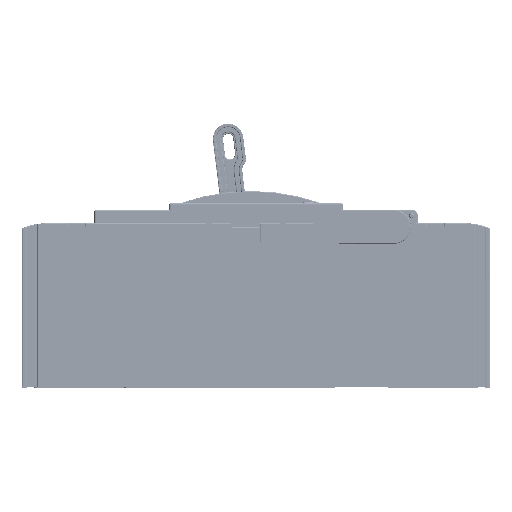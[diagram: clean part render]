
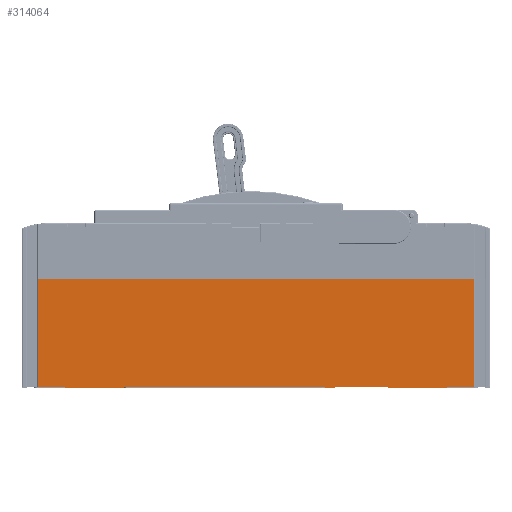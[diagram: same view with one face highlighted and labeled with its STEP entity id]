
A CAD part, left-side view. The second image highlights one B-rep face of the part: STEP entity #314064.
In plain terms, the highlighted planar face has unit normal (-1, 0, 0).
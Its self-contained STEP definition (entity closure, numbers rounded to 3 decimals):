
#139 = VERTEX_POINT ( 'NONE', #345343 ) ;
#142 = DIRECTION ( 'NONE',  ( 0., 1., 0. ) ) ;
#4684 = EDGE_CURVE ( 'NONE', #193457, #294467, #36192, .T. ) ;
#6459 = CARTESIAN_POINT ( 'NONE',  ( 0., 265.5, 0. ) ) ;
#7943 = DIRECTION ( 'NONE',  ( 0., -1., 0. ) ) ;
#11322 = VECTOR ( 'NONE', #356620, 1000. ) ;
#14766 = CARTESIAN_POINT ( 'NONE',  ( 0., 250., -1. ) ) ;
#17442 = DIRECTION ( 'NONE',  ( -1., 0., 0. ) ) ;
#21860 = CARTESIAN_POINT ( 'NONE',  ( 0., 60., 0. ) ) ;
#26272 = VERTEX_POINT ( 'NONE', #221047 ) ;
#28400 = LINE ( 'NONE', #258548, #149412 ) ;
#30204 = DIRECTION ( 'NONE',  ( 0., -1., 0. ) ) ;
#32001 = CARTESIAN_POINT ( 'NONE',  ( 0., 25., 0. ) ) ;
#33869 = DIRECTION ( 'NONE',  ( 0., 0., 1. ) ) ;
#34591 = PLANE ( 'NONE',  #253583 ) ;
#36192 = LINE ( 'NONE', #38040, #184775 ) ;
#38040 = CARTESIAN_POINT ( 'NONE',  ( 0., 137.5, 0. ) ) ;
#45808 = CARTESIAN_POINT ( 'NONE',  ( 0., 137.5, 63. ) ) ;
#46273 = CARTESIAN_POINT ( 'NONE',  ( 0., 9.5, 0. ) ) ;
#48603 = VERTEX_POINT ( 'NONE', #135811 ) ;
#48628 = CARTESIAN_POINT ( 'NONE',  ( 0., 25., 0. ) ) ;
#50450 = VERTEX_POINT ( 'NONE', #48628 ) ;
#55768 = ORIENTED_EDGE ( 'NONE', *, *, #67732, .T. ) ;
#58166 = EDGE_CURVE ( 'NONE', #84736, #107762, #234686, .T. ) ;
#60179 = CARTESIAN_POINT ( 'NONE',  ( 0., 25., -1. ) ) ;
#62203 = LINE ( 'NONE', #175406, #195174 ) ;
#62548 = CARTESIAN_POINT ( 'NONE',  ( 0., 60., -1. ) ) ;
#65850 = DIRECTION ( 'NONE',  ( 0., 0., -1. ) ) ;
#65908 = VECTOR ( 'NONE', #65850, 1000. ) ;
#67732 = EDGE_CURVE ( 'NONE', #261257, #308058, #242544, .T. ) ;
#69021 = DIRECTION ( 'NONE',  ( 0., 0., 1. ) ) ;
#70778 = DIRECTION ( 'NONE',  ( 0., 0., -1. ) ) ;
#82895 = ORIENTED_EDGE ( 'NONE', *, *, #194478, .F. ) ;
#83293 = VECTOR ( 'NONE', #70778, 1000. ) ;
#84504 = DIRECTION ( 'NONE',  ( 0., 0., 1. ) ) ;
#84736 = VERTEX_POINT ( 'NONE', #282387 ) ;
#88359 = EDGE_CURVE ( 'NONE', #139, #294467, #342919, .T. ) ;
#89340 = FACE_OUTER_BOUND ( 'NONE', #342960, .T. ) ;
#90742 = VECTOR ( 'NONE', #7943, 1000. ) ;
#93782 = LINE ( 'NONE', #318317, #138629 ) ;
#95210 = CARTESIAN_POINT ( 'NONE',  ( 0., 9.5, 63. ) ) ;
#96551 = LINE ( 'NONE', #270066, #90742 ) ;
#102294 = DIRECTION ( 'NONE',  ( 0., 1., 0. ) ) ;
#102513 = EDGE_CURVE ( 'NONE', #321676, #208662, #177530, .T. ) ;
#107762 = VERTEX_POINT ( 'NONE', #6459 ) ;
#116998 = CARTESIAN_POINT ( 'NONE',  ( 0., 137.5, -1. ) ) ;
#120091 = VECTOR ( 'NONE', #30204, 1000. ) ;
#120933 = ORIENTED_EDGE ( 'NONE', *, *, #215395, .T. ) ;
#123448 = ORIENTED_EDGE ( 'NONE', *, *, #88359, .T. ) ;
#129873 = ORIENTED_EDGE ( 'NONE', *, *, #227498, .T. ) ;
#131116 = CARTESIAN_POINT ( 'NONE',  ( 0., 250., 0. ) ) ;
#135811 = CARTESIAN_POINT ( 'NONE',  ( 0., 215., 0. ) ) ;
#136339 = DIRECTION ( 'NONE',  ( 0., 1., 0. ) ) ;
#138629 = VECTOR ( 'NONE', #208852, 1000. ) ;
#144837 = CARTESIAN_POINT ( 'NONE',  ( 0., 91., 0. ) ) ;
#146034 = ORIENTED_EDGE ( 'NONE', *, *, #252328, .T. ) ;
#148992 = EDGE_CURVE ( 'NONE', #238468, #245817, #233796, .T. ) ;
#149412 = VECTOR ( 'NONE', #142, 1000. ) ;
#149668 = CARTESIAN_POINT ( 'NONE',  ( 0., 137.5, 0. ) ) ;
#171666 = CARTESIAN_POINT ( 'NONE',  ( 0., 91., 0. ) ) ;
#175406 = CARTESIAN_POINT ( 'NONE',  ( 0., 215., 0. ) ) ;
#175833 = DIRECTION ( 'NONE',  ( 0., 1., 0. ) ) ;
#177530 = LINE ( 'NONE', #273575, #11322 ) ;
#178311 = EDGE_CURVE ( 'NONE', #245817, #139, #96551, .T. ) ;
#178315 = CARTESIAN_POINT ( 'NONE',  ( 0., 9.5, 0. ) ) ;
#184775 = VECTOR ( 'NONE', #175833, 1000. ) ;
#191672 = DIRECTION ( 'NONE',  ( 0., 0., -1. ) ) ;
#193457 = VERTEX_POINT ( 'NONE', #265201 ) ;
#194337 = ORIENTED_EDGE ( 'NONE', *, *, #276467, .T. ) ;
#194478 = EDGE_CURVE ( 'NONE', #238468, #48603, #28400, .T. ) ;
#195174 = VECTOR ( 'NONE', #290504, 1000. ) ;
#198107 = EDGE_CURVE ( 'NONE', #26272, #107762, #93782, .T. ) ;
#201569 = VECTOR ( 'NONE', #33869, 1000. ) ;
#201891 = LINE ( 'NONE', #116998, #120091 ) ;
#208181 = ORIENTED_EDGE ( 'NONE', *, *, #102513, .T. ) ;
#208662 = VERTEX_POINT ( 'NONE', #60179 ) ;
#208774 = VERTEX_POINT ( 'NONE', #14766 ) ;
#208852 = DIRECTION ( 'NONE',  ( 0., 1., 0. ) ) ;
#209455 = VECTOR ( 'NONE', #69021, 1000. ) ;
#215334 = VERTEX_POINT ( 'NONE', #280288 ) ;
#215395 = EDGE_CURVE ( 'NONE', #193457, #321676, #246395, .T. ) ;
#219192 = ORIENTED_EDGE ( 'NONE', *, *, #178311, .T. ) ;
#219678 = CARTESIAN_POINT ( 'NONE',  ( 0., 97., -1. ) ) ;
#221047 = CARTESIAN_POINT ( 'NONE',  ( 0., 250., 0. ) ) ;
#221946 = EDGE_CURVE ( 'NONE', #308058, #84736, #358981, .T. ) ;
#227498 = EDGE_CURVE ( 'NONE', #26272, #208774, #306488, .T. ) ;
#233796 = LINE ( 'NONE', #296004, #65908 ) ;
#234686 = LINE ( 'NONE', #295037, #363513 ) ;
#238468 = VERTEX_POINT ( 'NONE', #314061 ) ;
#242544 = LINE ( 'NONE', #46273, #209455 ) ;
#244829 = ORIENTED_EDGE ( 'NONE', *, *, #292375, .T. ) ;
#245817 = VERTEX_POINT ( 'NONE', #219678 ) ;
#246395 = LINE ( 'NONE', #21860, #343902 ) ;
#250471 = VECTOR ( 'NONE', #84504, 1000. ) ;
#252328 = EDGE_CURVE ( 'NONE', #208662, #50450, #288636, .T. ) ;
#253583 = AXIS2_PLACEMENT_3D ( 'NONE', #149668, #17442, #362616 ) ;
#258548 = CARTESIAN_POINT ( 'NONE',  ( 0., 137.5, 0. ) ) ;
#261257 = VERTEX_POINT ( 'NONE', #178315 ) ;
#264920 = VECTOR ( 'NONE', #102294, 1000. ) ;
#265201 = CARTESIAN_POINT ( 'NONE',  ( 0., 60., 0. ) ) ;
#270066 = CARTESIAN_POINT ( 'NONE',  ( 0., 137.5, -1. ) ) ;
#273575 = CARTESIAN_POINT ( 'NONE',  ( 0., 137.5, -1. ) ) ;
#273937 = LINE ( 'NONE', #360682, #264920 ) ;
#274993 = ORIENTED_EDGE ( 'NONE', *, *, #279270, .F. ) ;
#276467 = EDGE_CURVE ( 'NONE', #208774, #215334, #201891, .T. ) ;
#279270 = EDGE_CURVE ( 'NONE', #261257, #50450, #273937, .T. ) ;
#280288 = CARTESIAN_POINT ( 'NONE',  ( 0., 215., -1. ) ) ;
#281848 = ORIENTED_EDGE ( 'NONE', *, *, #4684, .F. ) ;
#282387 = CARTESIAN_POINT ( 'NONE',  ( 0., 265.5, 63. ) ) ;
#288636 = LINE ( 'NONE', #32001, #201569 ) ;
#290504 = DIRECTION ( 'NONE',  ( 0., 0., 1. ) ) ;
#292375 = EDGE_CURVE ( 'NONE', #215334, #48603, #62203, .T. ) ;
#292886 = ORIENTED_EDGE ( 'NONE', *, *, #58166, .T. ) ;
#294467 = VERTEX_POINT ( 'NONE', #171666 ) ;
#295037 = CARTESIAN_POINT ( 'NONE',  ( 0., 265.5, 0. ) ) ;
#296004 = CARTESIAN_POINT ( 'NONE',  ( 0., 97., 0. ) ) ;
#306488 = LINE ( 'NONE', #131116, #83293 ) ;
#307336 = ORIENTED_EDGE ( 'NONE', *, *, #198107, .F. ) ;
#308058 = VERTEX_POINT ( 'NONE', #95210 ) ;
#314061 = CARTESIAN_POINT ( 'NONE',  ( 0., 97., 0. ) ) ;
#314064 = ADVANCED_FACE ( 'NONE', ( #89340 ), #34591, .T. ) ;
#318317 = CARTESIAN_POINT ( 'NONE',  ( 0., 137.5, 0. ) ) ;
#321676 = VERTEX_POINT ( 'NONE', #62548 ) ;
#321907 = ORIENTED_EDGE ( 'NONE', *, *, #148992, .T. ) ;
#335203 = ORIENTED_EDGE ( 'NONE', *, *, #221946, .T. ) ;
#342919 = LINE ( 'NONE', #144837, #250471 ) ;
#342960 = EDGE_LOOP ( 'NONE', ( #208181, #146034, #274993, #55768, #335203, #292886, #307336, #129873, #194337, #244829, #82895, #321907, #219192, #123448, #281848, #120933 ) ) ;
#343902 = VECTOR ( 'NONE', #191672, 1000. ) ;
#345343 = CARTESIAN_POINT ( 'NONE',  ( 0., 91., -1. ) ) ;
#347883 = DIRECTION ( 'NONE',  ( 0., 0., -1. ) ) ;
#351653 = VECTOR ( 'NONE', #136339, 1000. ) ;
#356620 = DIRECTION ( 'NONE',  ( 0., -1., 0. ) ) ;
#358981 = LINE ( 'NONE', #45808, #351653 ) ;
#360682 = CARTESIAN_POINT ( 'NONE',  ( 0., 137.5, 0. ) ) ;
#362616 = DIRECTION ( 'NONE',  ( 0., 0., 1. ) ) ;
#363513 = VECTOR ( 'NONE', #347883, 1000. ) ;
